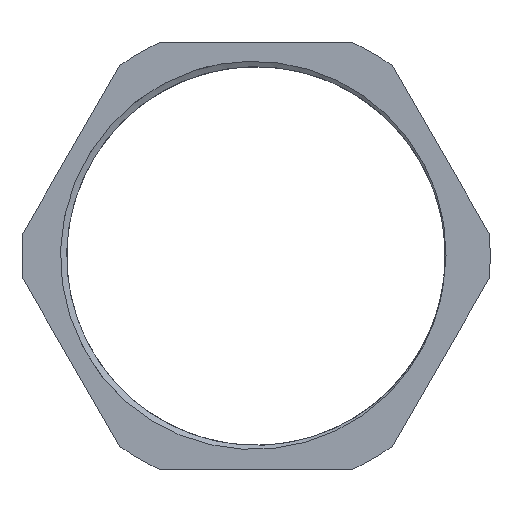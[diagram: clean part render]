
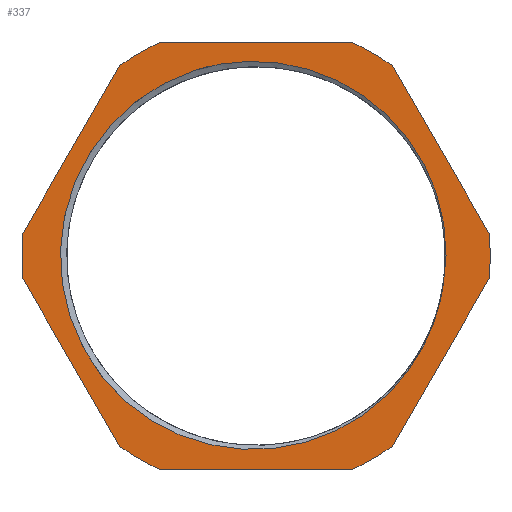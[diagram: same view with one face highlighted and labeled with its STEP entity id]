
A CAD part, left-side view. The second image highlights one B-rep face of the part: STEP entity #337.
In plain terms, the highlighted planar face has unit normal (-1, 0, 0).
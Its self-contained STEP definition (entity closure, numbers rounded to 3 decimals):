
#16=FACE_BOUND('',#133,.T.);
#17=LINE('',#1255,#41);
#21=LINE('',#1264,#45);
#25=LINE('',#1273,#49);
#29=LINE('',#1282,#53);
#33=LINE('',#1291,#57);
#37=LINE('',#1300,#61);
#41=VECTOR('',#395,10.);
#45=VECTOR('',#401,10.);
#49=VECTOR('',#407,10.);
#53=VECTOR('',#413,10.);
#57=VECTOR('',#419,10.);
#61=VECTOR('',#425,10.);
#72=PLANE('',#376);
#73=CIRCLE('',#348,24.);
#76=CIRCLE('',#352,24.761);
#77=CIRCLE('',#360,29.645);
#80=CIRCLE('',#364,29.645);
#82=CIRCLE('',#367,29.645);
#84=CIRCLE('',#370,29.645);
#85=CIRCLE('',#372,29.645);
#88=CIRCLE('',#377,29.645);
#113=FACE_OUTER_BOUND('',#132,.T.);
#132=EDGE_LOOP('',(#299,#300,#301,#302,#303,#304,#305,#306,#307,#308,#309,
#310));
#133=EDGE_LOOP('',(#311,#312,#313,#314));
#135=B_SPLINE_CURVE_WITH_KNOTS('',3,(#660,#661,#662,#663,#664,#665,#666,
#667,#668,#669,#670,#671,#672,#673,#674,#675),.UNSPECIFIED.,.F.,.F.,(4,
3,3,3,3,4),(-5.017,-4.828,-3.609,-2.397,
-1.194,0.),.UNSPECIFIED.);
#140=B_SPLINE_CURVE_WITH_KNOTS('',3,(#1095,#1096,#1097,#1098,#1099,#1100,
#1101,#1102,#1103,#1104,#1105,#1106,#1107,#1108,#1109,#1110),
 .UNSPECIFIED.,.F.,.F.,(4,3,3,3,3,4),(-5.02,-4.837,
-3.643,-2.437,-1.223,0.),.UNSPECIFIED.);
#143=VERTEX_POINT('',#658);
#144=VERTEX_POINT('',#659);
#147=VERTEX_POINT('',#859);
#149=VERTEX_POINT('',#1094);
#151=VERTEX_POINT('',#1253);
#152=VERTEX_POINT('',#1254);
#155=VERTEX_POINT('',#1262);
#156=VERTEX_POINT('',#1263);
#159=VERTEX_POINT('',#1271);
#160=VERTEX_POINT('',#1272);
#163=VERTEX_POINT('',#1280);
#164=VERTEX_POINT('',#1281);
#167=VERTEX_POINT('',#1289);
#168=VERTEX_POINT('',#1290);
#171=VERTEX_POINT('',#1298);
#172=VERTEX_POINT('',#1299);
#175=EDGE_CURVE('',#143,#144,#135,.T.);
#179=EDGE_CURVE('',#144,#147,#73,.T.);
#182=EDGE_CURVE('',#147,#149,#140,.T.);
#186=EDGE_CURVE('',#143,#149,#76,.T.);
#187=EDGE_CURVE('',#151,#152,#17,.T.);
#191=EDGE_CURVE('',#155,#156,#21,.T.);
#195=EDGE_CURVE('',#159,#160,#25,.T.);
#199=EDGE_CURVE('',#163,#164,#29,.T.);
#203=EDGE_CURVE('',#167,#168,#33,.T.);
#207=EDGE_CURVE('',#171,#172,#37,.T.);
#211=EDGE_CURVE('',#151,#168,#77,.T.);
#214=EDGE_CURVE('',#171,#164,#80,.T.);
#216=EDGE_CURVE('',#163,#160,#82,.T.);
#218=EDGE_CURVE('',#167,#156,#84,.T.);
#219=EDGE_CURVE('',#155,#172,#85,.T.);
#222=EDGE_CURVE('',#159,#152,#88,.T.);
#299=ORIENTED_EDGE('',*,*,#187,.T.);
#300=ORIENTED_EDGE('',*,*,#222,.F.);
#301=ORIENTED_EDGE('',*,*,#195,.T.);
#302=ORIENTED_EDGE('',*,*,#216,.F.);
#303=ORIENTED_EDGE('',*,*,#199,.T.);
#304=ORIENTED_EDGE('',*,*,#214,.F.);
#305=ORIENTED_EDGE('',*,*,#207,.T.);
#306=ORIENTED_EDGE('',*,*,#219,.F.);
#307=ORIENTED_EDGE('',*,*,#191,.T.);
#308=ORIENTED_EDGE('',*,*,#218,.F.);
#309=ORIENTED_EDGE('',*,*,#203,.T.);
#310=ORIENTED_EDGE('',*,*,#211,.F.);
#311=ORIENTED_EDGE('',*,*,#186,.T.);
#312=ORIENTED_EDGE('',*,*,#182,.F.);
#313=ORIENTED_EDGE('',*,*,#179,.F.);
#314=ORIENTED_EDGE('',*,*,#175,.F.);
#337=ADVANCED_FACE('',(#113,#16),#72,.T.);
#348=AXIS2_PLACEMENT_3D('',#860,#383,#384);
#352=AXIS2_PLACEMENT_3D('',#1251,#391,#392);
#360=AXIS2_PLACEMENT_3D('',#1307,#431,#432);
#364=AXIS2_PLACEMENT_3D('',#1311,#439,#440);
#367=AXIS2_PLACEMENT_3D('',#1314,#445,#446);
#370=AXIS2_PLACEMENT_3D('',#1317,#451,#452);
#372=AXIS2_PLACEMENT_3D('',#1319,#455,#456);
#376=AXIS2_PLACEMENT_3D('',#1323,#463,#464);
#377=AXIS2_PLACEMENT_3D('',#1324,#465,#466);
#383=DIRECTION('center_axis',(-1.,0.,0.));
#384=DIRECTION('ref_axis',(0.,1.,0.));
#391=DIRECTION('center_axis',(1.,0.,0.));
#392=DIRECTION('ref_axis',(0.,0.,-1.));
#395=DIRECTION('',(0.,1.,0.));
#401=DIRECTION('',(0.,-0.5,0.866));
#407=DIRECTION('',(0.,0.5,-0.866));
#413=DIRECTION('',(0.,-0.5,-0.866));
#419=DIRECTION('',(0.,0.5,0.866));
#425=DIRECTION('',(0.,-1.,0.));
#431=DIRECTION('center_axis',(1.,0.,0.));
#432=DIRECTION('ref_axis',(0.,0.,-1.));
#439=DIRECTION('center_axis',(1.,0.,0.));
#440=DIRECTION('ref_axis',(0.,0.,-1.));
#445=DIRECTION('center_axis',(1.,0.,0.));
#446=DIRECTION('ref_axis',(0.,0.,-1.));
#451=DIRECTION('center_axis',(1.,0.,0.));
#452=DIRECTION('ref_axis',(0.,0.,-1.));
#455=DIRECTION('center_axis',(1.,0.,0.));
#456=DIRECTION('ref_axis',(0.,0.,-1.));
#463=DIRECTION('center_axis',(-1.,0.,0.));
#464=DIRECTION('ref_axis',(0.,0.,1.));
#465=DIRECTION('center_axis',(1.,0.,0.));
#466=DIRECTION('ref_axis',(0.,0.,-1.));
#658=CARTESIAN_POINT('',(-4.7,16.568,-18.401));
#659=CARTESIAN_POINT('',(-4.7,-23.246,-5.969));
#660=CARTESIAN_POINT('Ctrl Pts',(-4.7,16.569,-18.402));
#661=CARTESIAN_POINT('Ctrl Pts',(-4.7,16.095,-18.816));
#662=CARTESIAN_POINT('Ctrl Pts',(-4.7,15.607,-19.212));
#663=CARTESIAN_POINT('Ctrl Pts',(-4.7,15.104,-19.588));
#664=CARTESIAN_POINT('Ctrl Pts',(-4.7,11.855,-22.016));
#665=CARTESIAN_POINT('Ctrl Pts',(-4.7,7.986,-23.631));
#666=CARTESIAN_POINT('Ctrl Pts',(-4.7,3.979,-24.227));
#667=CARTESIAN_POINT('Ctrl Pts',(-4.7,-0.006,-24.82));
#668=CARTESIAN_POINT('Ctrl Pts',(-4.7,-4.143,-24.409));
#669=CARTESIAN_POINT('Ctrl Pts',(-4.7,-7.926,-23.043));
#670=CARTESIAN_POINT('Ctrl Pts',(-4.7,-11.682,-21.687));
#671=CARTESIAN_POINT('Ctrl Pts',(-4.7,-15.107,-19.381));
#672=CARTESIAN_POINT('Ctrl Pts',(-4.7,-17.772,-16.404));
#673=CARTESIAN_POINT('Ctrl Pts',(-4.7,-20.415,-13.45));
#674=CARTESIAN_POINT('Ctrl Pts',(-4.7,-22.316,-9.838));
#675=CARTESIAN_POINT('Ctrl Pts',(-4.7,-23.246,-5.969));
#859=CARTESIAN_POINT('',(-4.7,-23.664,-4.002));
#860=CARTESIAN_POINT('Origin',(-4.7,0.,0.));
#1094=CARTESIAN_POINT('',(-4.7,7.652,23.549));
#1095=CARTESIAN_POINT('Ctrl Pts',(-4.7,-23.665,-4.002));
#1096=CARTESIAN_POINT('Ctrl Pts',(-4.7,-23.777,-3.402));
#1097=CARTESIAN_POINT('Ctrl Pts',(-4.7,-23.865,-2.799));
#1098=CARTESIAN_POINT('Ctrl Pts',(-4.7,-23.93,-2.193));
#1099=CARTESIAN_POINT('Ctrl Pts',(-4.7,-24.353,1.755));
#1100=CARTESIAN_POINT('Ctrl Pts',(-4.7,-23.775,5.817));
#1101=CARTESIAN_POINT('Ctrl Pts',(-4.7,-22.276,9.489));
#1102=CARTESIAN_POINT('Ctrl Pts',(-4.7,-20.764,13.196));
#1103=CARTESIAN_POINT('Ctrl Pts',(-4.7,-18.311,16.52));
#1104=CARTESIAN_POINT('Ctrl Pts',(-4.7,-15.227,19.062));
#1105=CARTESIAN_POINT('Ctrl Pts',(-4.7,-12.119,21.622));
#1106=CARTESIAN_POINT('Ctrl Pts',(-4.7,-8.353,23.402));
#1107=CARTESIAN_POINT('Ctrl Pts',(-4.7,-4.399,24.183));
#1108=CARTESIAN_POINT('Ctrl Pts',(-4.7,-0.417,24.969));
#1109=CARTESIAN_POINT('Ctrl Pts',(-4.7,3.757,24.75));
#1110=CARTESIAN_POINT('Ctrl Pts',(-4.7,7.652,23.549));
#1251=CARTESIAN_POINT('Origin',(-4.7,0.,0.));
#1253=CARTESIAN_POINT('',(-4.7,-12.24,27.));
#1254=CARTESIAN_POINT('',(-4.7,12.24,27.));
#1255=CARTESIAN_POINT('',(-4.7,20.943,27.));
#1262=CARTESIAN_POINT('',(-4.7,-17.263,-24.1));
#1263=CARTESIAN_POINT('',(-4.7,-29.503,-2.9));
#1264=CARTESIAN_POINT('',(-4.7,-22.737,-14.618));
#1271=CARTESIAN_POINT('',(-4.7,17.263,24.1));
#1272=CARTESIAN_POINT('',(-4.7,29.503,2.9));
#1273=CARTESIAN_POINT('',(-4.7,30.148,1.781));
#1280=CARTESIAN_POINT('',(-4.7,29.503,-2.9));
#1281=CARTESIAN_POINT('',(-4.7,17.263,-24.1));
#1282=CARTESIAN_POINT('',(-4.7,24.028,-12.382));
#1289=CARTESIAN_POINT('',(-4.7,-29.503,2.9));
#1290=CARTESIAN_POINT('',(-4.7,-17.263,24.1));
#1291=CARTESIAN_POINT('',(-4.7,-16.617,25.219));
#1298=CARTESIAN_POINT('',(-4.7,12.24,-27.));
#1299=CARTESIAN_POINT('',(-4.7,-12.24,-27.));
#1300=CARTESIAN_POINT('',(-4.7,8.702,-27.));
#1307=CARTESIAN_POINT('Origin',(-4.7,0.,0.));
#1311=CARTESIAN_POINT('Origin',(-4.7,0.,0.));
#1314=CARTESIAN_POINT('Origin',(-4.7,0.,0.));
#1317=CARTESIAN_POINT('Origin',(-4.7,0.,0.));
#1319=CARTESIAN_POINT('Origin',(-4.7,0.,0.));
#1323=CARTESIAN_POINT('Origin',(-4.7,29.645,0.));
#1324=CARTESIAN_POINT('Origin',(-4.7,0.,0.));
